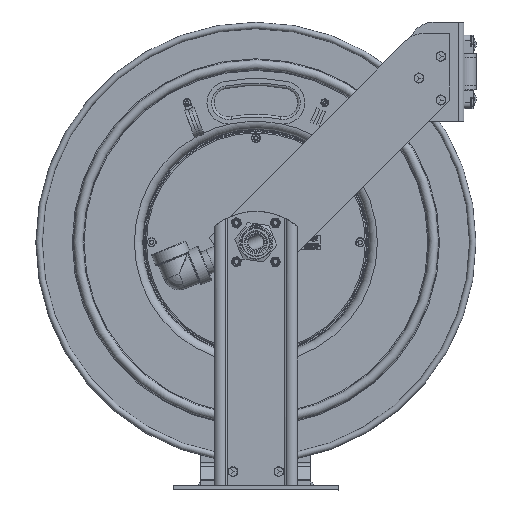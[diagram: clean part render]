
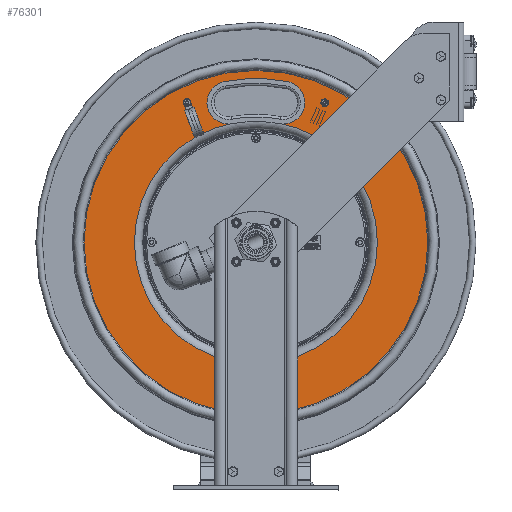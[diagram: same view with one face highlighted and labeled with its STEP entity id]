
A CAD part, top view. The second image highlights one B-rep face of the part: STEP entity #76301.
In plain terms, the highlighted planar face has unit normal (0, 0, 1).
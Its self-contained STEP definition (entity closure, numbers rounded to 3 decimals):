
#4476=FACE_BOUND('',#8750,.T.);
#4477=FACE_BOUND('',#8751,.T.);
#4478=FACE_BOUND('',#8752,.T.);
#4479=FACE_BOUND('',#8753,.T.);
#5468=FACE_OUTER_BOUND('',#8749,.T.);
#8749=EDGE_LOOP('',(#55935,#55936));
#8750=EDGE_LOOP('',(#55937,#55938));
#8751=EDGE_LOOP('',(#55939));
#8752=EDGE_LOOP('',(#55940));
#8753=EDGE_LOOP('',(#55941,#55942,#55943,#55944));
#12289=CIRCLE('',#80528,6.625);
#12290=CIRCLE('',#80529,6.625);
#12292=CIRCLE('',#80532,9.375);
#12293=CIRCLE('',#80533,9.375);
#12294=CIRCLE('',#80534,0.11);
#12295=CIRCLE('',#80535,0.11);
#12296=CIRCLE('',#80536,8.766);
#12297=CIRCLE('',#80537,1.);
#12298=CIRCLE('',#80538,6.766);
#12299=CIRCLE('',#80539,1.);
#31417=VERTEX_POINT('',#112840);
#31418=VERTEX_POINT('',#112841);
#31419=VERTEX_POINT('',#112846);
#31420=VERTEX_POINT('',#112847);
#31421=VERTEX_POINT('',#112850);
#31422=VERTEX_POINT('',#112852);
#31423=VERTEX_POINT('',#112854);
#31424=VERTEX_POINT('',#112855);
#31425=VERTEX_POINT('',#112857);
#31426=VERTEX_POINT('',#112859);
#41859=EDGE_CURVE('',#31417,#31418,#12289,.T.);
#41860=EDGE_CURVE('',#31418,#31417,#12290,.T.);
#41862=EDGE_CURVE('',#31419,#31420,#12292,.T.);
#41863=EDGE_CURVE('',#31420,#31419,#12293,.T.);
#41864=EDGE_CURVE('',#31421,#31421,#12294,.T.);
#41865=EDGE_CURVE('',#31422,#31422,#12295,.T.);
#41866=EDGE_CURVE('',#31423,#31424,#12296,.T.);
#41867=EDGE_CURVE('',#31424,#31425,#12297,.T.);
#41868=EDGE_CURVE('',#31425,#31426,#12298,.T.);
#41869=EDGE_CURVE('',#31426,#31423,#12299,.T.);
#55935=ORIENTED_EDGE('',*,*,#41862,.F.);
#55936=ORIENTED_EDGE('',*,*,#41863,.F.);
#55937=ORIENTED_EDGE('',*,*,#41859,.T.);
#55938=ORIENTED_EDGE('',*,*,#41860,.T.);
#55939=ORIENTED_EDGE('',*,*,#41864,.T.);
#55940=ORIENTED_EDGE('',*,*,#41865,.T.);
#55941=ORIENTED_EDGE('',*,*,#41866,.T.);
#55942=ORIENTED_EDGE('',*,*,#41867,.T.);
#55943=ORIENTED_EDGE('',*,*,#41868,.T.);
#55944=ORIENTED_EDGE('',*,*,#41869,.T.);
#71219=PLANE('',#80531);
#76301=ADVANCED_FACE('',(#5468,#4476,#4477,#4478,#4479),#71219,.T.);
#80528=AXIS2_PLACEMENT_3D('',#112842,#89302,#89303);
#80529=AXIS2_PLACEMENT_3D('',#112843,#89304,#89305);
#80531=AXIS2_PLACEMENT_3D('',#112845,#89308,#89309);
#80532=AXIS2_PLACEMENT_3D('',#112848,#89310,#89311);
#80533=AXIS2_PLACEMENT_3D('',#112849,#89312,#89313);
#80534=AXIS2_PLACEMENT_3D('',#112851,#89314,#89315);
#80535=AXIS2_PLACEMENT_3D('',#112853,#89316,#89317);
#80536=AXIS2_PLACEMENT_3D('',#112856,#89318,#89319);
#80537=AXIS2_PLACEMENT_3D('',#112858,#89320,#89321);
#80538=AXIS2_PLACEMENT_3D('',#112860,#89322,#89323);
#80539=AXIS2_PLACEMENT_3D('',#112861,#89324,#89325);
#89302=DIRECTION('center_axis',(0.,0.,
-1.));
#89303=DIRECTION('ref_axis',(-1.,0.,0.));
#89304=DIRECTION('center_axis',(0.,0.,
-1.));
#89305=DIRECTION('ref_axis',(-1.,0.,0.));
#89308=DIRECTION('center_axis',(0.,0.,
1.));
#89309=DIRECTION('ref_axis',(0.,1.,0.));
#89310=DIRECTION('center_axis',(0.,0.,
-1.));
#89311=DIRECTION('ref_axis',(-1.,0.,0.));
#89312=DIRECTION('center_axis',(0.,0.,
-1.));
#89313=DIRECTION('ref_axis',(-1.,0.,0.));
#89314=DIRECTION('center_axis',(0.,0.,
-1.));
#89315=DIRECTION('ref_axis',(-1.,0.,0.));
#89316=DIRECTION('center_axis',(0.,0.,
-1.));
#89317=DIRECTION('ref_axis',(-1.,0.,0.));
#89318=DIRECTION('center_axis',(0.,0.,
-1.));
#89319=DIRECTION('ref_axis',(0.193,-0.981,0.));
#89320=DIRECTION('center_axis',(0.,0.,
-1.));
#89321=DIRECTION('ref_axis',(-0.193,-0.981,0.));
#89322=DIRECTION('center_axis',(0.,0.,
1.));
#89323=DIRECTION('ref_axis',(-0.193,0.981,0.));
#89324=DIRECTION('center_axis',(0.,0.,
-1.));
#89325=DIRECTION('ref_axis',(-0.193,0.981,0.));
#112840=CARTESIAN_POINT('',(-6.625,13.49,1.582));
#112841=CARTESIAN_POINT('',(0.,20.115,1.582));
#112842=CARTESIAN_POINT('Origin',(0.,13.49,
1.582));
#112843=CARTESIAN_POINT('Origin',(0.,13.49,
1.582));
#112845=CARTESIAN_POINT('Origin',(-8.,13.49,1.582));
#112846=CARTESIAN_POINT('',(-9.375,13.49,1.582));
#112847=CARTESIAN_POINT('',(0.,22.865,1.582));
#112848=CARTESIAN_POINT('Origin',(0.,13.49,
1.582));
#112849=CARTESIAN_POINT('Origin',(0.,13.49,
1.582));
#112850=CARTESIAN_POINT('',(-3.64,21.11,1.582));
#112851=CARTESIAN_POINT('Origin',(-3.75,21.11,1.582));
#112852=CARTESIAN_POINT('',(3.86,21.11,1.582));
#112853=CARTESIAN_POINT('Origin',(3.75,21.11,1.582));
#112854=CARTESIAN_POINT('',(-1.693,22.091,1.582));
#112855=CARTESIAN_POINT('',(1.693,22.091,1.582));
#112856=CARTESIAN_POINT('Origin',(0.,13.49,
1.582));
#112857=CARTESIAN_POINT('',(1.307,20.129,1.582));
#112858=CARTESIAN_POINT('Origin',(1.5,21.11,1.582));
#112859=CARTESIAN_POINT('',(-1.307,20.129,1.582));
#112860=CARTESIAN_POINT('Origin',(0.,13.49,
1.582));
#112861=CARTESIAN_POINT('Origin',(-1.5,21.11,1.582));
